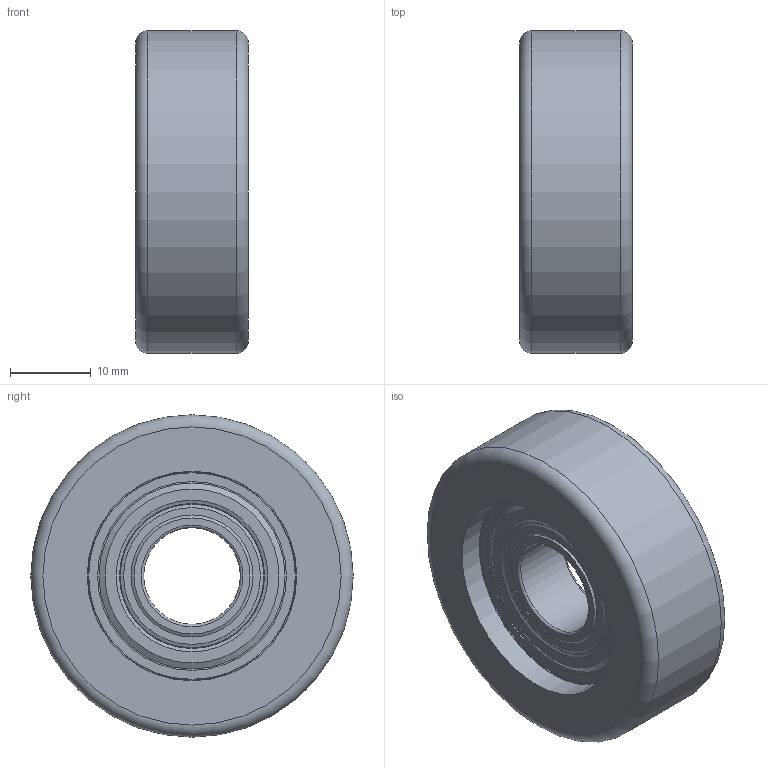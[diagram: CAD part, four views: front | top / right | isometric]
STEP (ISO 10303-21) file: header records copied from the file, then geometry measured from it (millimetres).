
FILE_DESCRIPTION (( 'STEP AP203' ), '1' );
FILE_NAME ('0028234_FPVO-040-14-08-K12.STEP', '2017-02-27T15:33:52', ( '' ), ( '' ), 'SwSTEP 2.0', 'SolidWorks 2016', '' );
FILE_SCHEMA (( 'CONFIG_CONTROL_DESIGN' ));
Length unit declared in the file: millimetre
Products named in the file (8): snr_6001zz_2_03; snr_6001zz_2_04; snr_6001zz_2_05; 0028234_FPVO-040-14-08-K12_Bandage; snr_6001zz_2_01; snr_6001zz_2; 0028234_FPVO-040-14-08-K12; snr_6001zz_2_02
Assembly tree (7 placements, depth 3):
  0028234_FPVO-040-14-08-K12
    0028234_FPVO-040-14-08-K12_Bandage
    snr_6001zz_2
      snr_6001zz_2_01
      snr_6001zz_2_02
      snr_6001zz_2_03
      snr_6001zz_2_04
      snr_6001zz_2_05
Bounding box: 14 x 40 x 40 mm (x, y, z)
Volume: 12048.8 mm3; surface area: 9947.6 mm2
Topology: 6 solids, 6 shells, 90 faces, 174 edges, 114 vertices
Faces by surface type: plane 30, torus 20, cylinder 16, cone 16, sphere 8
Full cylindrical faces by diameter (mm): 12 x1, 14.4 x2, 15.15 x2, 18.56 x2, 21.44 x2, 23.422 x2, 26 x2, 28 x2, 40 x1
Entity records: 3546 total; most frequent: CARTESIAN_POINT 1193, DIRECTION 350, ORIENTED_EDGE 180, EDGE_LOOP 180, AXIS2_PLACEMENT_3D 175, FACE_OUTER_BOUND 118, VERTEX_POINT 90, EDGE_CURVE 90
